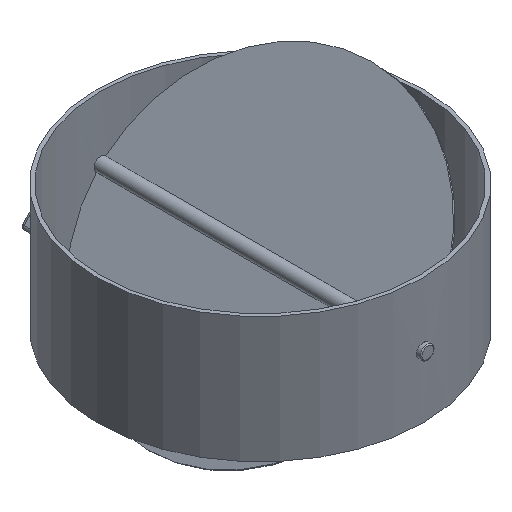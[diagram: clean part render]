
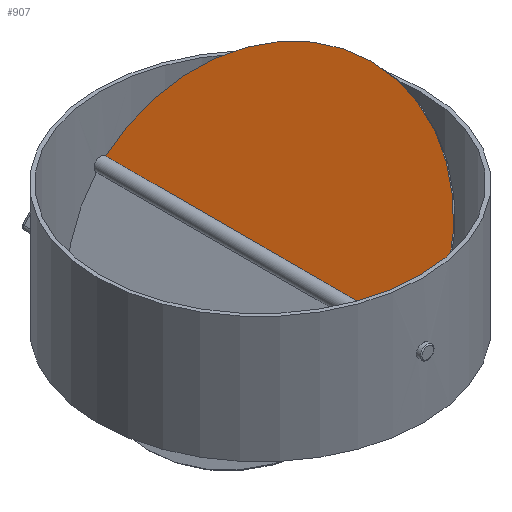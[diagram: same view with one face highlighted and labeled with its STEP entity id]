
A CAD part, isometric view. The second image highlights one B-rep face of the part: STEP entity #907.
In plain terms, the highlighted planar face has unit normal (-0.707, 0, 0.707).
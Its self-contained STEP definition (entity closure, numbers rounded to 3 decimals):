
#8 = ORIENTED_EDGE ( 'NONE', *, *, #263, .F. ) ;
#23 = LINE ( 'NONE', #660, #898 ) ;
#67 = DIRECTION ( 'NONE',  ( 0.707, 0., -0.707 ) ) ;
#99 = AXIS2_PLACEMENT_3D ( 'NONE', #1174, #459, #552 ) ;
#107 = CARTESIAN_POINT ( 'NONE',  ( 4.549, -176.264, 75.963 ) ) ;
#263 = EDGE_CURVE ( 'NONE', #977, #803, #1150, .T. ) ;
#459 = DIRECTION ( 'NONE',  ( 0.707, 0., -0.707 ) ) ;
#470 = DIRECTION ( 'NONE',  ( 0., -1., 0. ) ) ;
#491 = DIRECTION ( 'NONE',  ( -0.707, 0., -0.707 ) ) ;
#552 = DIRECTION ( 'NONE',  ( -0.707, 0., -0.707 ) ) ;
#560 = FACE_OUTER_BOUND ( 'NONE', #581, .T. ) ;
#581 = EDGE_LOOP ( 'NONE', ( #8, #591 ) ) ;
#583 = AXIS2_PLACEMENT_3D ( 'NONE', #900, #67, #491 ) ;
#591 = ORIENTED_EDGE ( 'NONE', *, *, #989, .T. ) ;
#660 = CARTESIAN_POINT ( 'NONE',  ( 4.549, 216.5, 75.963 ) ) ;
#803 = VERTEX_POINT ( 'NONE', #107 ) ;
#898 = VECTOR ( 'NONE', #470, 1000. ) ;
#900 = CARTESIAN_POINT ( 'NONE',  ( -0.707, 0., 70.707 ) ) ;
#907 = ADVANCED_FACE ( 'NONE', ( #560 ), #970, .F. ) ;
#970 = PLANE ( 'NONE',  #99 ) ;
#977 = VERTEX_POINT ( 'NONE', #1258 ) ;
#989 = EDGE_CURVE ( 'NONE', #977, #803, #23, .T. ) ;
#1150 = CIRCLE ( 'NONE', #583, 176.421 ) ;
#1174 = CARTESIAN_POINT ( 'NONE',  ( -0.707, 0., 70.707 ) ) ;
#1258 = CARTESIAN_POINT ( 'NONE',  ( 4.549, 176.264, 75.963 ) ) ;
